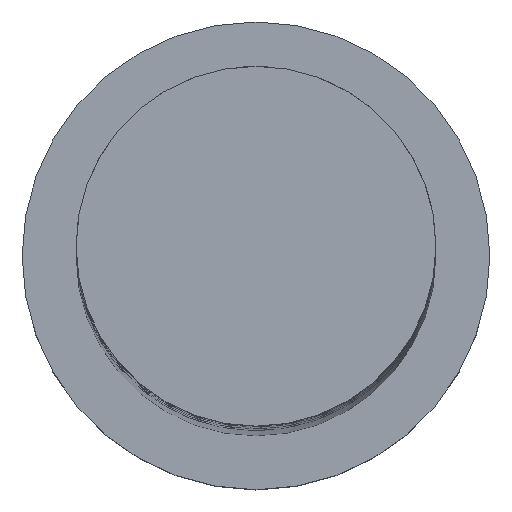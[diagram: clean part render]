
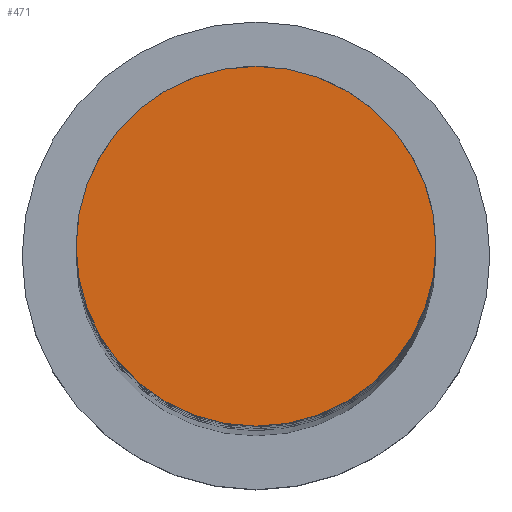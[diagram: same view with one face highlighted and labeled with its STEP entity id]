
A CAD part, top view. The second image highlights one B-rep face of the part: STEP entity #471.
In plain terms, the highlighted planar face has unit normal (0, 0, 1).
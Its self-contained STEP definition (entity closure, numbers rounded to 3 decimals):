
#152 = PLANE ( 'NONE',  #1871 ) ;
#200 = DIRECTION ( 'NONE',  ( 0., 0., 1. ) ) ;
#215 = DIRECTION ( 'NONE',  ( 1., 0., 0. ) ) ;
#375 = AXIS2_PLACEMENT_3D ( 'NONE', #1292, #1141, #1636 ) ;
#471 = ADVANCED_FACE ( 'NONE', ( #1471 ), #152, .T. ) ;
#535 = CIRCLE ( 'NONE', #1227, 10. ) ;
#541 = CARTESIAN_POINT ( 'NONE',  ( 0., 0., 315. ) ) ;
#551 = CARTESIAN_POINT ( 'NONE',  ( 10., 0., 315. ) ) ;
#857 = VERTEX_POINT ( 'NONE', #1249 ) ;
#991 = DIRECTION ( 'NONE',  ( 0., 0., 1. ) ) ;
#1056 = EDGE_CURVE ( 'NONE', #1299, #857, #535, .T. ) ;
#1141 = DIRECTION ( 'NONE',  ( 0., 0., 1. ) ) ;
#1166 = EDGE_LOOP ( 'NONE', ( #1310, #1653 ) ) ;
#1227 = AXIS2_PLACEMENT_3D ( 'NONE', #541, #991, #1752 ) ;
#1249 = CARTESIAN_POINT ( 'NONE',  ( -10., 0., 315. ) ) ;
#1292 = CARTESIAN_POINT ( 'NONE',  ( 0., 0., 315. ) ) ;
#1299 = VERTEX_POINT ( 'NONE', #551 ) ;
#1310 = ORIENTED_EDGE ( 'NONE', *, *, #1685, .T. ) ;
#1348 = CIRCLE ( 'NONE', #375, 10. ) ;
#1361 = CARTESIAN_POINT ( 'NONE',  ( 0., 0., 315. ) ) ;
#1471 = FACE_OUTER_BOUND ( 'NONE', #1166, .T. ) ;
#1636 = DIRECTION ( 'NONE',  ( 1., 0., 0. ) ) ;
#1653 = ORIENTED_EDGE ( 'NONE', *, *, #1056, .T. ) ;
#1685 = EDGE_CURVE ( 'NONE', #857, #1299, #1348, .T. ) ;
#1752 = DIRECTION ( 'NONE',  ( 1., 0., 0. ) ) ;
#1871 = AXIS2_PLACEMENT_3D ( 'NONE', #1361, #200, #215 ) ;
